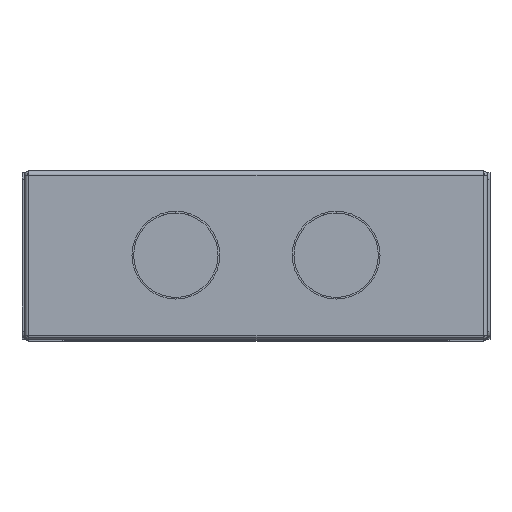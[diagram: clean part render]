
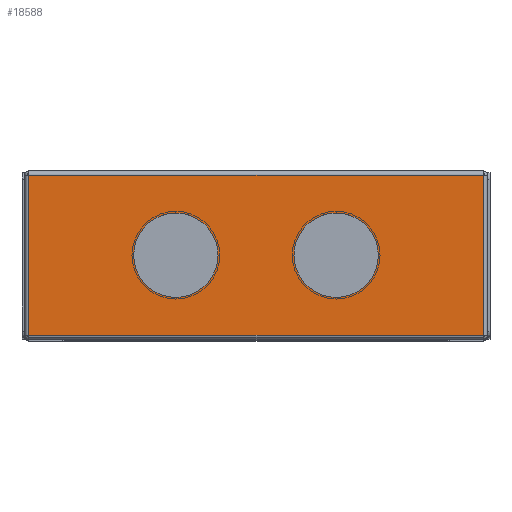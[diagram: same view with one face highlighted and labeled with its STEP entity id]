
A CAD part, top view. The second image highlights one B-rep face of the part: STEP entity #18588.
In plain terms, the highlighted planar face has unit normal (0, 0, 1).
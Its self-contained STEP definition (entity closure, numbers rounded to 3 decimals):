
#15462=DIRECTION('',(-1.,0.,0.));
#15463=VECTOR('',#15462,269.3);
#15464=CARTESIAN_POINT('',(134.65,47.5,408.863));
#15465=LINE('',#15464,#15463);
#15500=DIRECTION('',(0.,-1.,0.));
#15501=VECTOR('',#15500,95.);
#15502=CARTESIAN_POINT('',(-134.65,47.5,408.863));
#15503=LINE('',#15502,#15501);
#15577=DIRECTION('',(1.,0.,0.));
#15578=VECTOR('',#15577,269.3);
#15579=CARTESIAN_POINT('',(-134.65,-47.5,408.863));
#15580=LINE('',#15579,#15578);
#15591=CARTESIAN_POINT('',(-47.5,0.,408.863));
#15592=DIRECTION('',(0.,0.,1.));
#15593=DIRECTION('',(-1.,0.,0.));
#15594=AXIS2_PLACEMENT_3D('',#15591,#15592,#15593);
#15599=CARTESIAN_POINT('',(-47.5,0.,408.863));
#15600=DIRECTION('',(0.,0.,1.));
#15601=DIRECTION('',(1.,0.,0.));
#15602=AXIS2_PLACEMENT_3D('',#15599,#15600,#15601);
#15607=CARTESIAN_POINT('',(47.5,0.,408.863));
#15608=DIRECTION('',(0.,0.,1.));
#15609=DIRECTION('',(-1.,0.,0.));
#15610=AXIS2_PLACEMENT_3D('',#15607,#15608,#15609);
#15615=CARTESIAN_POINT('',(47.5,0.,408.863));
#15616=DIRECTION('',(0.,0.,1.));
#15617=DIRECTION('',(1.,0.,0.));
#15618=AXIS2_PLACEMENT_3D('',#15615,#15616,#15617);
#15630=DIRECTION('',(0.,1.,0.));
#15631=VECTOR('',#15630,95.);
#15632=CARTESIAN_POINT('',(134.65,-47.5,408.863));
#15633=LINE('',#15632,#15631);
#18000=CARTESIAN_POINT('',(-134.65,47.5,408.863));
#18001=VERTEX_POINT('',#18000);
#18002=CARTESIAN_POINT('',(134.65,47.5,408.863));
#18003=VERTEX_POINT('',#18002);
#18008=CARTESIAN_POINT('',(-134.65,-47.5,408.863));
#18009=VERTEX_POINT('',#18008);
#18026=CARTESIAN_POINT('',(134.65,-47.5,408.863));
#18027=VERTEX_POINT('',#18026);
#18030=CARTESIAN_POINT('',(-72.5,0.,408.863));
#18031=CARTESIAN_POINT('',(-22.5,0.,408.863));
#18032=VERTEX_POINT('',#18030);
#18033=VERTEX_POINT('',#18031);
#18034=CARTESIAN_POINT('',(22.5,0.,408.863));
#18035=CARTESIAN_POINT('',(72.5,0.,408.863));
#18036=VERTEX_POINT('',#18034);
#18037=VERTEX_POINT('',#18035);
#18564=CARTESIAN_POINT('',(0.,0.,
408.863));
#18565=DIRECTION('',(0.,0.,1.));
#18566=DIRECTION('',(1.,0.,0.));
#18567=AXIS2_PLACEMENT_3D('',#18564,#18565,#18566);
#18568=PLANE('',#18567);
#18569=ORIENTED_EDGE('',*,*,#18548,.F.);
#18570=ORIENTED_EDGE('',*,*,#18453,.F.);
#18571=ORIENTED_EDGE('',*,*,#18413,.F.);
#18573=ORIENTED_EDGE('',*,*,#18572,.F.);
#18574=EDGE_LOOP('',(#18569,#18570,#18571,#18573));
#18575=FACE_OUTER_BOUND('',#18574,.F.);
#18577=ORIENTED_EDGE('',*,*,#18576,.T.);
#18579=ORIENTED_EDGE('',*,*,#18578,.T.);
#18580=EDGE_LOOP('',(#18577,#18579));
#18581=FACE_BOUND('',#18580,.F.);
#18583=ORIENTED_EDGE('',*,*,#18582,.T.);
#18585=ORIENTED_EDGE('',*,*,#18584,.T.);
#18586=EDGE_LOOP('',(#18583,#18585));
#18587=FACE_BOUND('',#18586,.F.);
#15595=CIRCLE('',#15594,25.);
#15603=CIRCLE('',#15602,25.);
#15611=CIRCLE('',#15610,25.);
#15619=CIRCLE('',#15618,25.);
#18413=EDGE_CURVE('',#18003,#18001,#15465,.T.);
#18453=EDGE_CURVE('',#18001,#18009,#15503,.T.);
#18548=EDGE_CURVE('',#18009,#18027,#15580,.T.);
#18572=EDGE_CURVE('',#18027,#18003,#15633,.T.);
#18576=EDGE_CURVE('',#18032,#18033,#15595,.T.);
#18578=EDGE_CURVE('',#18033,#18032,#15603,.T.);
#18582=EDGE_CURVE('',#18036,#18037,#15611,.T.);
#18584=EDGE_CURVE('',#18037,#18036,#15619,.T.);
#18588=ADVANCED_FACE('',(#18575,#18581,#18587),#18568,.T.);
